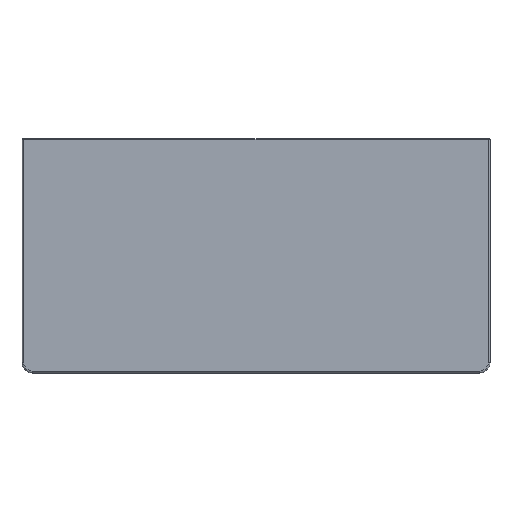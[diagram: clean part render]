
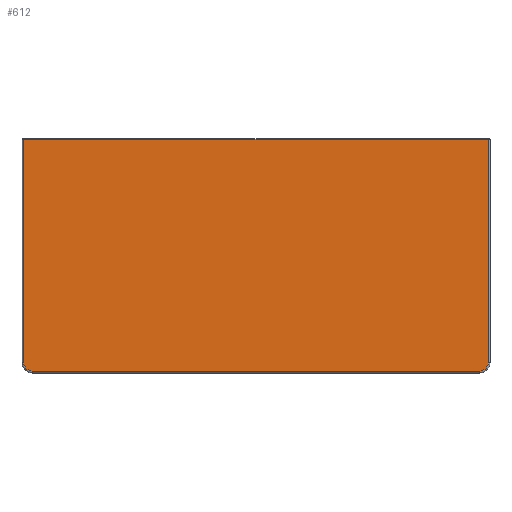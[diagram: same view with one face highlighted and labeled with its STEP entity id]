
A CAD part, top view. The second image highlights one B-rep face of the part: STEP entity #612.
In plain terms, the highlighted planar face has unit normal (0, 0, 1).
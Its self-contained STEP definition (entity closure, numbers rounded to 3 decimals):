
#452=CARTESIAN_POINT('',(25382.987,-2938.36,190.0));
#453=VERTEX_POINT('',#452);
#485=CARTESIAN_POINT('',(24390.987,-2938.36,190.0));
#486=VERTEX_POINT('',#485);
#493=CARTESIAN_POINT('',(24390.987,-2938.36,190.0));
#494=DIRECTION('',(1.0,0.0,0.0));
#495=VECTOR('',#494,992.);
#496=LINE('',#493,#495);
#497=EDGE_CURVE('',#486,#453,#496,.T.);
#564=CARTESIAN_POINT('',(24886.987,-3433.861,190.0));
#565=DIRECTION('',(0.0,0.0,1.0));
#566=DIRECTION('',(1.0,0.0,0.0));
#567=AXIS2_PLACEMENT_3D('',#564,#565,#566);
#568=PLANE('',#567);
#569=ORIENTED_EDGE('',*,*,#497,.F.);
#570=CARTESIAN_POINT('',(24390.987,-3415.86,190.0));
#571=VERTEX_POINT('',#570);
#572=CARTESIAN_POINT('',(24390.987,-3415.86,190.0));
#573=DIRECTION('',(0.0,1.0,0.0));
#574=VECTOR('',#573,477.5);
#575=LINE('',#572,#574);
#576=EDGE_CURVE('',#571,#486,#575,.T.);
#577=ORIENTED_EDGE('',*,*,#576,.F.);
#578=CARTESIAN_POINT('',(24408.987,-3433.86,190.0));
#579=VERTEX_POINT('',#578);
#580=CARTESIAN_POINT('',(24408.987,-3415.86,190.));
#581=DIRECTION('',(0.0,0.0,-1.0));
#582=DIRECTION('',(-1.0,0.0,0.0));
#583=AXIS2_PLACEMENT_3D('',#580,#581,#582);
#584=CIRCLE('',#583,18.);
#585=EDGE_CURVE('',#579,#571,#584,.T.);
#586=ORIENTED_EDGE('',*,*,#585,.F.);
#587=CARTESIAN_POINT('',(25364.987,-3433.86,190.0));
#588=VERTEX_POINT('',#587);
#589=CARTESIAN_POINT('',(25364.987,-3433.86,190.0));
#590=DIRECTION('',(-1.0,0.0,0.0));
#591=VECTOR('',#590,956.);
#592=LINE('',#589,#591);
#593=EDGE_CURVE('',#588,#579,#592,.T.);
#594=ORIENTED_EDGE('',*,*,#593,.F.);
#595=CARTESIAN_POINT('',(25382.987,-3415.86,190.0));
#596=VERTEX_POINT('',#595);
#597=CARTESIAN_POINT('',(25364.987,-3415.86,190.0));
#598=DIRECTION('',(0.0,0.0,-1.0));
#599=DIRECTION('',(0.,-1.0,0.0));
#600=AXIS2_PLACEMENT_3D('',#597,#598,#599);
#601=CIRCLE('',#600,18.);
#602=EDGE_CURVE('',#596,#588,#601,.T.);
#603=ORIENTED_EDGE('',*,*,#602,.F.);
#604=CARTESIAN_POINT('',(25382.987,-2938.36,190.0));
#605=DIRECTION('',(0.0,-1.0,0.0));
#606=VECTOR('',#605,477.5);
#607=LINE('',#604,#606);
#608=EDGE_CURVE('',#453,#596,#607,.T.);
#609=ORIENTED_EDGE('',*,*,#608,.F.);
#610=EDGE_LOOP('',(#569,#577,#586,#594,#603,#609));
#611=FACE_OUTER_BOUND('',#610,.T.);
#612=ADVANCED_FACE('',(#611),#568,.T.);
